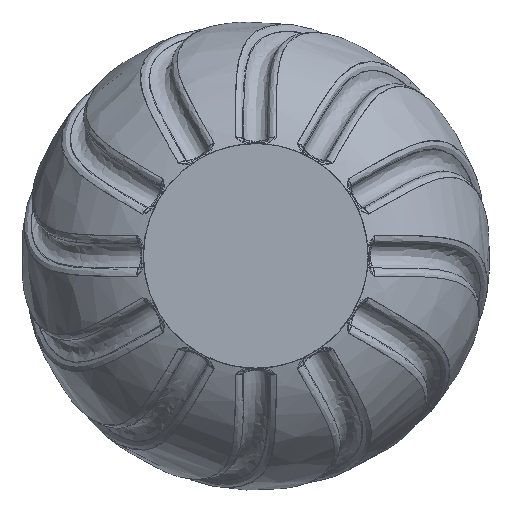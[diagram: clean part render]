
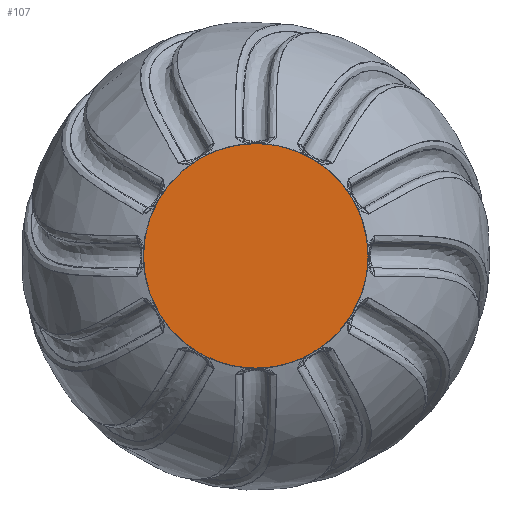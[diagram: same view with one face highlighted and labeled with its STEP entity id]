
A CAD part, front view. The second image highlights one B-rep face of the part: STEP entity #107.
In plain terms, the highlighted free-form (B-spline) face has degree [1, 1] with [2, 2] control points.
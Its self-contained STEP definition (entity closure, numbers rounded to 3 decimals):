
#22 = VERTEX_POINT('',#23);
#23 = CARTESIAN_POINT('',(-66.682,-0.749,
    -0.045));
#31 = VERTEX_POINT('',#32);
#32 = CARTESIAN_POINT('',(-65.77,-0.749,
    -0.045));
#38 = EDGE_CURVE('',#31,#22,#39,.T.);
#39 = B_SPLINE_CURVE_WITH_KNOTS('',1,(#40,#41),.UNSPECIFIED.,.F.,.F.,(2,
    2),(-0.548,0.548),.PIECEWISE_BEZIER_KNOTS.);
#40 = CARTESIAN_POINT('',(-65.77,-0.749,
    -0.045));
#41 = CARTESIAN_POINT('',(-66.682,-0.749,
    -0.045));
#54 = VERTEX_POINT('',#55);
#55 = CARTESIAN_POINT('',(-57.72,-0.749,
    33.39));
#60 = EDGE_CURVE('',#54,#61,#63,.T.);
#61 = VERTEX_POINT('',#62);
#62 = CARTESIAN_POINT('',(-56.93,-0.749,32.934
    ));
#63 = B_SPLINE_CURVE_WITH_KNOTS('',1,(#64,#65),.UNSPECIFIED.,.F.,.F.,(2,
    2),(-0.548,0.548),.PIECEWISE_BEZIER_KNOTS.);
#64 = CARTESIAN_POINT('',(-57.72,-0.749,
    33.39));
#65 = CARTESIAN_POINT('',(-56.93,-0.749,
    32.934));
#82 = VERTEX_POINT('',#83);
#83 = CARTESIAN_POINT('',(-57.757,-0.749,
    33.324));
#91 = VERTEX_POINT('',#92);
#92 = CARTESIAN_POINT('',(-56.968,-0.749,
    32.869));
#98 = EDGE_CURVE('',#91,#82,#99,.T.);
#99 = B_SPLINE_CURVE_WITH_KNOTS('',1,(#100,#101),.UNSPECIFIED.,.F.,.F.,(
    2,2),(0.,1.096),.PIECEWISE_BEZIER_KNOTS.);
#100 = CARTESIAN_POINT('',(-56.968,-0.749,
    32.869));
#101 = CARTESIAN_POINT('',(-57.757,-0.749,
    33.324));
#107 = ADVANCED_FACE('',(#108),#166,.F.);
#108 = FACE_BOUND('',#109,.T.);
#109 = EDGE_LOOP('',(#110,#111,#135,#136,#141,#142,#154,#161));
#110 = ORIENTED_EDGE('',*,*,#38,.F.);
#111 = ORIENTED_EDGE('',*,*,#112,.F.);
#112 = EDGE_CURVE('',#61,#31,#113,.T.);
#113 = B_SPLINE_CURVE_WITH_KNOTS('',3,(#114,#115,#116,#117,#118,#119,
    #120,#121,#122,#123,#124,#125,#126,#127,#128,#129,#130,#131,#132,
    #133,#134),.UNSPECIFIED.,.F.,.F.,(4,1,1,1,1,1,1,1,1,1,1,1,1,1,1,1,1,
    1,4),(0.,0.031,0.062,0.125,
    0.187,0.25,0.312,0.375,
    0.437,0.5,0.563,0.625,
    0.688,0.75,0.813,0.875,
    0.938,0.969,1.),.UNSPECIFIED.);
#114 = CARTESIAN_POINT('',(-56.93,-0.749,
    32.934));
#115 = CARTESIAN_POINT('',(-54.966,-0.749,
    36.335));
#116 = CARTESIAN_POINT('',(-50.408,-0.749,
    42.793));
#117 = CARTESIAN_POINT('',(-39.128,-0.749,
    53.897));
#118 = CARTESIAN_POINT('',(-21.603,-0.749,63.64
    ));
#119 = CARTESIAN_POINT('',(2.199,-0.749,
    67.17));
#120 = CARTESIAN_POINT('',(25.718,-0.749,
    62.09));
#121 = CARTESIAN_POINT('',(45.941,-0.749,
    49.051));
#122 = CARTESIAN_POINT('',(60.275,-0.749,
    29.724));
#123 = CARTESIAN_POINT('',(66.882,-0.749,
    6.587));
#124 = CARTESIAN_POINT('',(64.916,-0.749,
    -17.394));
#125 = CARTESIAN_POINT('',(54.628,-0.749,
    -39.146));
#126 = CARTESIAN_POINT('',(37.338,-0.749,
    -55.879));
#127 = CARTESIAN_POINT('',(15.261,-0.749,
    -65.45));
#128 = CARTESIAN_POINT('',(-8.772,-0.749,
    -66.631));
#129 = CARTESIAN_POINT('',(-31.68,-0.749,
    -59.27));
#130 = CARTESIAN_POINT('',(-50.529,-0.749,
    -44.312));
#131 = CARTESIAN_POINT('',(-60.834,-0.749,
    -27.113));
#132 = CARTESIAN_POINT('',(-65.052,-0.749,
    -11.852));
#133 = CARTESIAN_POINT('',(-65.77,-0.749,
    -3.976));
#134 = CARTESIAN_POINT('',(-65.77,-0.749,
    -0.045));
#135 = ORIENTED_EDGE('',*,*,#60,.F.);
#136 = ORIENTED_EDGE('',*,*,#137,.T.);
#137 = EDGE_CURVE('',#54,#82,#138,.T.);
#138 = B_SPLINE_CURVE_WITH_KNOTS('',1,(#139,#140),.UNSPECIFIED.,.F.,.F.,
  (2,2),(0.,0.09),
  .PIECEWISE_BEZIER_KNOTS.);
#139 = CARTESIAN_POINT('',(-57.72,-0.749,
    33.39));
#140 = CARTESIAN_POINT('',(-57.757,-0.749,
    33.324));
#141 = ORIENTED_EDGE('',*,*,#98,.F.);
#142 = ORIENTED_EDGE('',*,*,#143,.F.);
#143 = EDGE_CURVE('',#144,#91,#146,.T.);
#144 = VERTEX_POINT('',#145);
#145 = CARTESIAN_POINT('',(-65.77,-0.749,
    0.03));
#146 = B_SPLINE_CURVE_WITH_KNOTS('',3,(#147,#148,#149,#150,#151,#152,
    #153),.UNSPECIFIED.,.F.,.F.,(4,1,1,1,4),(0.,0.249,
    0.5,0.75,1.),.UNSPECIFIED.);
#147 = CARTESIAN_POINT('',(-65.77,-0.749,
    0.03));
#148 = CARTESIAN_POINT('',(-65.77,-0.749,2.89
    ));
#149 = CARTESIAN_POINT('',(-65.391,-0.749,
    8.619));
#150 = CARTESIAN_POINT('',(-63.711,-0.749,
    17.071));
#151 = CARTESIAN_POINT('',(-60.939,-0.749,
    25.235));
#152 = CARTESIAN_POINT('',(-58.4,-0.749,
    30.389));
#153 = CARTESIAN_POINT('',(-56.968,-0.749,
    32.869));
#154 = ORIENTED_EDGE('',*,*,#155,.F.);
#155 = EDGE_CURVE('',#156,#144,#158,.T.);
#156 = VERTEX_POINT('',#157);
#157 = CARTESIAN_POINT('',(-66.682,-0.749,
    0.03));
#158 = B_SPLINE_CURVE_WITH_KNOTS('',1,(#159,#160),.UNSPECIFIED.,.F.,.F.,
  (2,2),(0.,1.096),.PIECEWISE_BEZIER_KNOTS.);
#159 = CARTESIAN_POINT('',(-66.682,-0.749,
    0.03));
#160 = CARTESIAN_POINT('',(-65.77,-0.749,
    0.03));
#161 = ORIENTED_EDGE('',*,*,#162,.T.);
#162 = EDGE_CURVE('',#156,#22,#163,.T.);
#163 = B_SPLINE_CURVE_WITH_KNOTS('',1,(#164,#165),.UNSPECIFIED.,.F.,.F.,
  (2,2),(0.,0.09),.PIECEWISE_BEZIER_KNOTS.);
#164 = CARTESIAN_POINT('',(-66.682,-0.749,
    0.03));
#165 = CARTESIAN_POINT('',(-66.682,-0.749,
    -0.045));
#166 = B_SPLINE_SURFACE_WITH_KNOTS('',1,1,(
    (#167,#168)
    ,(#169,#170
    )),.UNSPECIFIED.,.F.,.F.,.F.,(2,2),(2,2),(-80.17,
    80.411),(-80.757,80.109),
  .PIECEWISE_BEZIER_KNOTS.);
#167 = CARTESIAN_POINT('',(-66.682,-0.749,
    67.17));
#168 = CARTESIAN_POINT('',(-66.682,-0.749,
    -66.631));
#169 = CARTESIAN_POINT('',(66.882,-0.749,
    67.17));
#170 = CARTESIAN_POINT('',(66.882,-0.749,
    -66.631));
